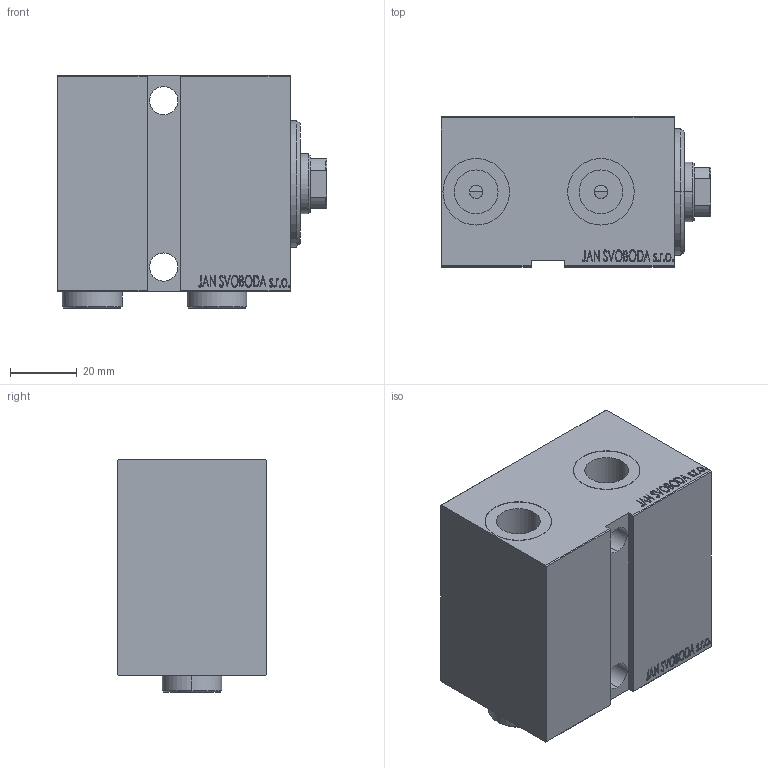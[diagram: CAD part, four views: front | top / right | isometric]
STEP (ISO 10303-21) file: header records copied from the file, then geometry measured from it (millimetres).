
FILE_DESCRIPTION (( 'STEP AP203' ), '1' );
FILE_NAME ('3af4.STEP', '2024-02-13T05:52:29', ( '' ), ( '' ), 'SwSTEP 2.0', 'SolidWorks 2019', '' );
FILE_SCHEMA (( 'CONFIG_CONTROL_DESIGN' ));
Length unit declared in the file: millimetre
Products named in the file (5): V450CM_E_VCP 4359fa4a6b6bc903bf856edf4bff7189; Zatka_OIL_PORT 4359fa4a6b6bc903bf856edf4bff7189; 3af4; V450CM_VC_B 4359fa4a6b6bc903bf856edf4bff7189; V450CM_E_Body 4359fa4a6b6bc903bf856edf4bff7189
Assembly tree (5 placements, depth 2):
  3af4
    V450CM_E_Body 4359fa4a6b6bc903bf856edf4bff7189
    V450CM_E_VCP 4359fa4a6b6bc903bf856edf4bff7189
    V450CM_VC_B 4359fa4a6b6bc903bf856edf4bff7189
    Zatka_OIL_PORT 4359fa4a6b6bc903bf856edf4bff7189  x2
Bounding box: 81 x 45 x 69.9 mm (x, y, z)
Volume: 190059 mm3; surface area: 43026.1 mm2
Topology: 5 solids, 5 shells, 900 faces, 2298 edges, 1517 vertices
Faces by surface type: plane 442, bspline 380, cylinder 60, cone 18
Entity records: 44167 total; most frequent: CARTESIAN_POINT 24722, ORIENTED_EDGE 4512, DIRECTION 2624, EDGE_CURVE 2256, VERTEX_POINT 1493, LINE 1354, VECTOR 1354, EDGE_LOOP 1005
